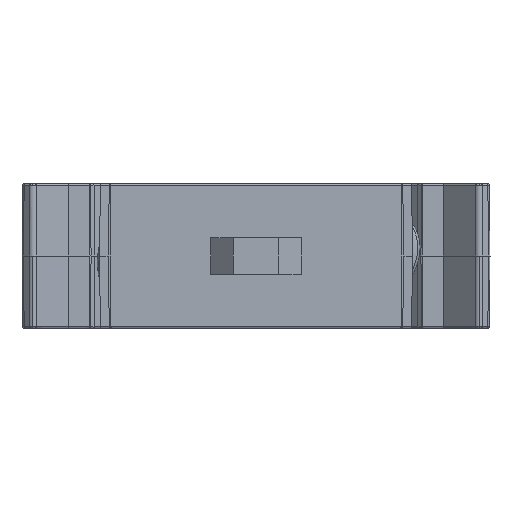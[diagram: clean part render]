
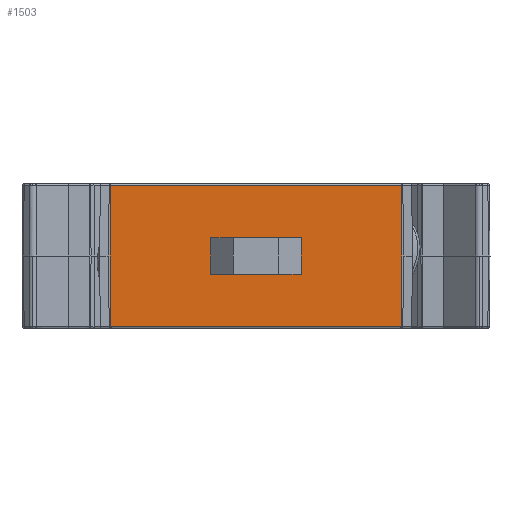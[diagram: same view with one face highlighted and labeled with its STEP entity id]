
A CAD part, front view. The second image highlights one B-rep face of the part: STEP entity #1503.
In plain terms, the highlighted planar face has unit normal (0, -1, 0).
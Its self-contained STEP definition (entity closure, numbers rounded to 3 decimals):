
#32 = LINE ( 'NONE', #7516, #9743 ) ;
#216 = EDGE_CURVE ( 'NONE', #4298, #1272, #416, .T. ) ;
#218 = LINE ( 'NONE', #5597, #5614 ) ;
#249 = VECTOR ( 'NONE', #12798, 1000. ) ;
#416 = LINE ( 'NONE', #6813, #10698 ) ;
#615 = VECTOR ( 'NONE', #5935, 1000. ) ;
#616 = ORIENTED_EDGE ( 'NONE', *, *, #8633, .T. ) ;
#758 = DIRECTION ( 'NONE',  ( 0., 1., 0. ) ) ;
#783 = EDGE_CURVE ( 'NONE', #9243, #4298, #8387, .T. ) ;
#817 = FACE_BOUND ( 'NONE', #4064, .T. ) ;
#855 = ORIENTED_EDGE ( 'NONE', *, *, #12344, .T. ) ;
#893 = CARTESIAN_POINT ( 'NONE',  ( 0.5, 0., 0. ) ) ;
#1127 = VERTEX_POINT ( 'NONE', #11534 ) ;
#1272 = VERTEX_POINT ( 'NONE', #12436 ) ;
#1503 = ADVANCED_FACE ( 'NONE', ( #11005, #817 ), #4359, .F. ) ;
#1593 = ORIENTED_EDGE ( 'NONE', *, *, #11284, .F. ) ;
#2097 = CARTESIAN_POINT ( 'NONE',  ( 16.1, 0., 0. ) ) ;
#2216 = ORIENTED_EDGE ( 'NONE', *, *, #216, .F. ) ;
#2372 = VERTEX_POINT ( 'NONE', #4977 ) ;
#2398 = VERTEX_POINT ( 'NONE', #7361 ) ;
#2813 = VECTOR ( 'NONE', #8618, 1000. ) ;
#2865 = CARTESIAN_POINT ( 'NONE',  ( 2.5, 0., 2. ) ) ;
#3054 = VECTOR ( 'NONE', #9554, 1000. ) ;
#3495 = AXIS2_PLACEMENT_3D ( 'NONE', #12895, #13109, #4106 ) ;
#3933 = LINE ( 'NONE', #7286, #11418 ) ;
#4064 = EDGE_LOOP ( 'NONE', ( #5551, #1593, #6519, #2216, #10370, #616 ) ) ;
#4106 = DIRECTION ( 'NONE',  ( 0., 0., 1. ) ) ;
#4188 = VECTOR ( 'NONE', #4242, 1000. ) ;
#4242 = DIRECTION ( 'NONE',  ( 0., 0., -1. ) ) ;
#4298 = VERTEX_POINT ( 'NONE', #10195 ) ;
#4300 = DIRECTION ( 'NONE',  ( 0., 0., -1. ) ) ;
#4359 = PLANE ( 'NONE',  #14255 ) ;
#4371 = CARTESIAN_POINT ( 'NONE',  ( 16.1, 0., 8. ) ) ;
#4396 = VERTEX_POINT ( 'NONE', #11596 ) ;
#4922 = EDGE_CURVE ( 'NONE', #10020, #1272, #9324, .T. ) ;
#4977 = CARTESIAN_POINT ( 'NONE',  ( 16.1, 0., 7.8 ) ) ;
#5306 = AXIS2_PLACEMENT_3D ( 'NONE', #893, #758, #5328 ) ;
#5328 = DIRECTION ( 'NONE',  ( 0., 0., 1. ) ) ;
#5330 = LINE ( 'NONE', #4371, #13511 ) ;
#5394 = DIRECTION ( 'NONE',  ( 0., 0., 1. ) ) ;
#5406 = LINE ( 'NONE', #14253, #4188 ) ;
#5446 = EDGE_CURVE ( 'NONE', #2398, #1127, #5406, .T. ) ;
#5551 = ORIENTED_EDGE ( 'NONE', *, *, #6246, .F. ) ;
#5597 = CARTESIAN_POINT ( 'NONE',  ( 16.1, 0., 8. ) ) ;
#5614 = VECTOR ( 'NONE', #8794, 1000. ) ;
#5935 = DIRECTION ( 'NONE',  ( 0., 0., 1. ) ) ;
#6246 = EDGE_CURVE ( 'NONE', #8879, #8283, #8266, .T. ) ;
#6471 = CARTESIAN_POINT ( 'NONE',  ( 16.1, 0., 8. ) ) ;
#6519 = ORIENTED_EDGE ( 'NONE', *, *, #4922, .T. ) ;
#6651 = CARTESIAN_POINT ( 'NONE',  ( 2.5, 0., 0. ) ) ;
#6813 = CARTESIAN_POINT ( 'NONE',  ( -2.5, 0., 2. ) ) ;
#7034 = CARTESIAN_POINT ( 'NONE',  ( 2.5, 0., 2. ) ) ;
#7286 = CARTESIAN_POINT ( 'NONE',  ( -16.1, 0., 8. ) ) ;
#7332 = ORIENTED_EDGE ( 'NONE', *, *, #13717, .F. ) ;
#7361 = CARTESIAN_POINT ( 'NONE',  ( -16.1, 0., 0. ) ) ;
#7498 = CARTESIAN_POINT ( 'NONE',  ( 2.5, 0., -2. ) ) ;
#7516 = CARTESIAN_POINT ( 'NONE',  ( -16.1, 0., 7.8 ) ) ;
#7583 = ORIENTED_EDGE ( 'NONE', *, *, #9590, .T. ) ;
#7602 = CARTESIAN_POINT ( 'NONE',  ( 0.5, 0., 2. ) ) ;
#7662 = EDGE_LOOP ( 'NONE', ( #7332, #7583, #10431, #14191, #855, #13853 ) ) ;
#7717 = DIRECTION ( 'NONE',  ( 0., 1., 0. ) ) ;
#7924 = VERTEX_POINT ( 'NONE', #2097 ) ;
#8266 = LINE ( 'NONE', #7034, #615 ) ;
#8283 = VERTEX_POINT ( 'NONE', #6651 ) ;
#8294 = CARTESIAN_POINT ( 'NONE',  ( -0.5, 0., -2. ) ) ;
#8387 = LINE ( 'NONE', #2865, #3054 ) ;
#8618 = DIRECTION ( 'NONE',  ( 1., 0., 0. ) ) ;
#8633 = EDGE_CURVE ( 'NONE', #9243, #8283, #9280, .T. ) ;
#8794 = DIRECTION ( 'NONE',  ( 0., 0., -1. ) ) ;
#8879 = VERTEX_POINT ( 'NONE', #7498 ) ;
#9085 = DIRECTION ( 'NONE',  ( 0., 0., -1. ) ) ;
#9243 = VERTEX_POINT ( 'NONE', #7602 ) ;
#9280 = CIRCLE ( 'NONE', #5306, 2. ) ;
#9324 = CIRCLE ( 'NONE', #3495, 2. ) ;
#9538 = VERTEX_POINT ( 'NONE', #13093 ) ;
#9554 = DIRECTION ( 'NONE',  ( -1., 0., 0. ) ) ;
#9570 = EDGE_CURVE ( 'NONE', #7924, #4396, #5330, .T. ) ;
#9590 = EDGE_CURVE ( 'NONE', #2372, #9538, #32, .T. ) ;
#9743 = VECTOR ( 'NONE', #11983, 1000. ) ;
#10020 = VERTEX_POINT ( 'NONE', #8294 ) ;
#10195 = CARTESIAN_POINT ( 'NONE',  ( -2.5, 0., 2. ) ) ;
#10370 = ORIENTED_EDGE ( 'NONE', *, *, #783, .F. ) ;
#10431 = ORIENTED_EDGE ( 'NONE', *, *, #12737, .T. ) ;
#10698 = VECTOR ( 'NONE', #9085, 1000. ) ;
#11005 = FACE_OUTER_BOUND ( 'NONE', #7662, .T. ) ;
#11284 = EDGE_CURVE ( 'NONE', #10020, #8879, #14177, .T. ) ;
#11418 = VECTOR ( 'NONE', #12784, 1000. ) ;
#11534 = CARTESIAN_POINT ( 'NONE',  ( -16.1, 0., -7.8 ) ) ;
#11596 = CARTESIAN_POINT ( 'NONE',  ( 16.1, 0., -7.8 ) ) ;
#11707 = CARTESIAN_POINT ( 'NONE',  ( 16.1, 0., -7.8 ) ) ;
#11722 = CARTESIAN_POINT ( 'NONE',  ( 2.5, 0., -2. ) ) ;
#11983 = DIRECTION ( 'NONE',  ( -1., 0., 0. ) ) ;
#12344 = EDGE_CURVE ( 'NONE', #1127, #4396, #14037, .T. ) ;
#12436 = CARTESIAN_POINT ( 'NONE',  ( -2.5, 0., 0. ) ) ;
#12737 = EDGE_CURVE ( 'NONE', #9538, #2398, #3933, .T. ) ;
#12784 = DIRECTION ( 'NONE',  ( 0., 0., -1. ) ) ;
#12798 = DIRECTION ( 'NONE',  ( 1., 0., 0. ) ) ;
#12895 = CARTESIAN_POINT ( 'NONE',  ( -0.5, 0., 0. ) ) ;
#13093 = CARTESIAN_POINT ( 'NONE',  ( -16.1, 0., 7.8 ) ) ;
#13109 = DIRECTION ( 'NONE',  ( 0., 1., 0. ) ) ;
#13511 = VECTOR ( 'NONE', #4300, 1000. ) ;
#13717 = EDGE_CURVE ( 'NONE', #2372, #7924, #218, .T. ) ;
#13853 = ORIENTED_EDGE ( 'NONE', *, *, #9570, .F. ) ;
#14037 = LINE ( 'NONE', #11707, #249 ) ;
#14177 = LINE ( 'NONE', #11722, #2813 ) ;
#14191 = ORIENTED_EDGE ( 'NONE', *, *, #5446, .T. ) ;
#14253 = CARTESIAN_POINT ( 'NONE',  ( -16.1, 0., 8. ) ) ;
#14255 = AXIS2_PLACEMENT_3D ( 'NONE', #6471, #7717, #5394 ) ;
